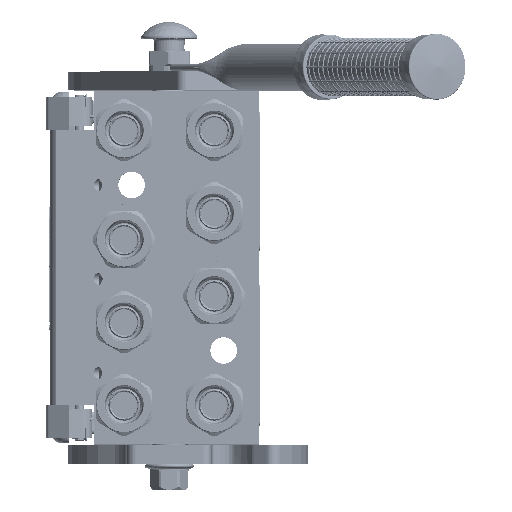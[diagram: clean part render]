
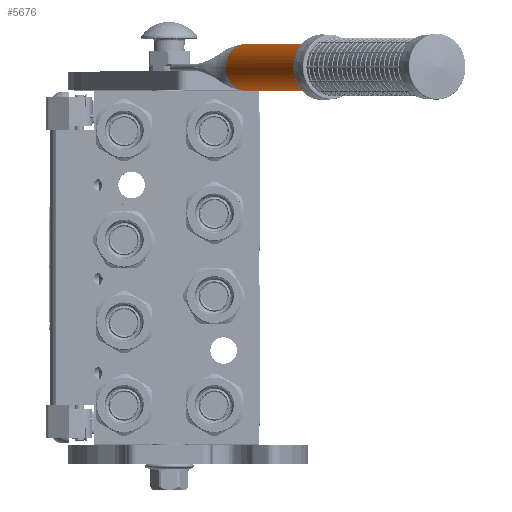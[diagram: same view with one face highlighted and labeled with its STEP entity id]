
A CAD part, top view. The second image highlights one B-rep face of the part: STEP entity #5676.
In plain terms, the highlighted cylindrical face has radius 12.5 mm (diameter 25 mm), a partial arc.
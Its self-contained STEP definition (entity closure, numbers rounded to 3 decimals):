
#2725 = DIRECTION ( 'NONE',  ( 0., 1., 0. ) ) ;
#4032 = DIRECTION ( 'NONE',  ( 0., 1., 0. ) ) ;
#5676 = ADVANCED_FACE ( 'NONE', ( #73537 ), #158081, .T. ) ;
#7240 = CARTESIAN_POINT ( 'NONE',  ( -12.5, 0.24, -0.108 ) ) ;
#8631 = CARTESIAN_POINT ( 'NONE',  ( 12.494, 0.221, -0.449 ) ) ;
#11534 = EDGE_CURVE ( 'NONE', #132133, #84673, #61480, .T. ) ;
#11591 = CARTESIAN_POINT ( 'NONE',  ( 12.464, 0.121, -0.953 ) ) ;
#18757 = CARTESIAN_POINT ( 'NONE',  ( -12.5, 0.24, 0. ) ) ;
#25330 = CARTESIAN_POINT ( 'NONE',  ( -12.488, 0.202, -0.541 ) ) ;
#27740 = CIRCLE ( 'NONE', #176293, 12.5 ) ;
#32668 = ORIENTED_EDGE ( 'NONE', *, *, #36051, .T. ) ;
#36051 = EDGE_CURVE ( 'NONE', #147004, #214285, #92656, .T. ) ;
#36718 = CARTESIAN_POINT ( 'NONE',  ( 0., 198., 0. ) ) ;
#39348 = AXIS2_PLACEMENT_3D ( 'NONE', #213776, #213027, #39666 ) ;
#39666 = DIRECTION ( 'NONE',  ( 0.994, 0., -0.109 ) ) ;
#42814 = CARTESIAN_POINT ( 'NONE',  ( -12.426, 0., -1.36 ) ) ;
#49094 = EDGE_CURVE ( 'NONE', #132133, #214285, #85305, .T. ) ;
#50630 = DIRECTION ( 'NONE',  ( 0., 1., 0. ) ) ;
#56381 = DIRECTION ( 'NONE',  ( 1., 0., 0. ) ) ;
#59498 = CARTESIAN_POINT ( 'NONE',  ( -12.492, 0.214, -0.452 ) ) ;
#60145 = CARTESIAN_POINT ( 'NONE',  ( 12.466, 0.13, -0.917 ) ) ;
#60211 = CARTESIAN_POINT ( 'NONE',  ( -12.499, 0.235, -0.221 ) ) ;
#60881 = CARTESIAN_POINT ( 'NONE',  ( 12.441, 0.049, -1.219 ) ) ;
#61480 = LINE ( 'NONE', #121348, #154037 ) ;
#71910 = EDGE_CURVE ( 'NONE', #78937, #135112, #106810, .T. ) ;
#73537 = FACE_OUTER_BOUND ( 'NONE', #204925, .T. ) ;
#76140 = CARTESIAN_POINT ( 'NONE',  ( -12.481, 0.178, -0.683 ) ) ;
#78937 = VERTEX_POINT ( 'NONE', #140184 ) ;
#80589 = CARTESIAN_POINT ( 'NONE',  ( 12.479, 0.172, -0.721 ) ) ;
#84316 = CARTESIAN_POINT ( 'NONE',  ( 12.5, 0.24, 0. ) ) ;
#84673 = VERTEX_POINT ( 'NONE', #92800 ) ;
#85305 = B_SPLINE_CURVE_WITH_KNOTS ( 'NONE', 3,
 ( #180404, #7240, #60211, #182615, #59498, #25330, #127988, #129502, #111192, #92949, #76140, #200159, #110457, #95930, #42814 ),
 .UNSPECIFIED., .F., .F.,
 ( 4, 2, 2, 1, 1, 1, 2, 2, 4 ),
 ( 0., 0.25, 0.375, 0.438, 0.469, 0.484, 0.492, 0.5, 1. ),
 .UNSPECIFIED. ) ;
#89075 = DIRECTION ( 'NONE',  ( 0., 1., 0. ) ) ;
#92656 = CIRCLE ( 'NONE', #39348, 12.5 ) ;
#92800 = CARTESIAN_POINT ( 'NONE',  ( -12.5, 198., 0. ) ) ;
#92949 = CARTESIAN_POINT ( 'NONE',  ( -12.482, 0.18, -0.676 ) ) ;
#94594 = EDGE_CURVE ( 'NONE', #121665, #84673, #27740, .T. ) ;
#95853 = CARTESIAN_POINT ( 'NONE',  ( 12.466, 0.127, -0.927 ) ) ;
#95930 = CARTESIAN_POINT ( 'NONE',  ( -12.456, 0.096, -1.087 ) ) ;
#96597 = CARTESIAN_POINT ( 'NONE',  ( 12.5, 0.24, 0. ) ) ;
#99380 = AXIS2_PLACEMENT_3D ( 'NONE', #104473, #2725, #156192 ) ;
#99667 = CARTESIAN_POINT ( 'NONE',  ( 0., 0., -12.5 ) ) ;
#104473 = CARTESIAN_POINT ( 'NONE',  ( 0., 0., 0. ) ) ;
#106810 = B_SPLINE_CURVE_WITH_KNOTS ( 'NONE', 3,
 ( #132391, #60881, #164354, #200085, #11591, #95853, #60145, #183271, #184763, #181806, #165094, #114103, #80589, #8631, #147611, #96597 ),
 .UNSPECIFIED., .F., .F.,
 ( 4, 2, 1, 2, 2, 1, 2, 2, 4 ),
 ( 0., 0.25, 0.313, 0.328, 0.344, 0.375, 0.438, 0.5, 1. ),
 .UNSPECIFIED. ) ;
#107266 = ORIENTED_EDGE ( 'NONE', *, *, #49094, .F. ) ;
#110457 = CARTESIAN_POINT ( 'NONE',  ( -12.472, 0.146, -0.859 ) ) ;
#111192 = CARTESIAN_POINT ( 'NONE',  ( -12.482, 0.182, -0.665 ) ) ;
#114103 = CARTESIAN_POINT ( 'NONE',  ( 12.478, 0.167, -0.748 ) ) ;
#115549 = CIRCLE ( 'NONE', #99380, 12.5 ) ;
#121348 = CARTESIAN_POINT ( 'NONE',  ( -12.5, 0.24, 0. ) ) ;
#121665 = VERTEX_POINT ( 'NONE', #153131 ) ;
#127988 = CARTESIAN_POINT ( 'NONE',  ( -12.486, 0.195, -0.586 ) ) ;
#129502 = CARTESIAN_POINT ( 'NONE',  ( -12.484, 0.186, -0.638 ) ) ;
#132133 = VERTEX_POINT ( 'NONE', #18757 ) ;
#132391 = CARTESIAN_POINT ( 'NONE',  ( 12.426, 0., -1.36 ) ) ;
#135112 = VERTEX_POINT ( 'NONE', #84316 ) ;
#137497 = CARTESIAN_POINT ( 'NONE',  ( 0., 0., 0. ) ) ;
#140184 = CARTESIAN_POINT ( 'NONE',  ( 12.426, 0., -1.36 ) ) ;
#142188 = AXIS2_PLACEMENT_3D ( 'NONE', #137497, #206684, #155730 ) ;
#144052 = ORIENTED_EDGE ( 'NONE', *, *, #94594, .F. ) ;
#147004 = VERTEX_POINT ( 'NONE', #99667 ) ;
#147611 = CARTESIAN_POINT ( 'NONE',  ( 12.5, 0.24, -0.216 ) ) ;
#148156 = ORIENTED_EDGE ( 'NONE', *, *, #214790, .T. ) ;
#148855 = LINE ( 'NONE', #177942, #151486 ) ;
#151486 = VECTOR ( 'NONE', #4032, 1000. ) ;
#153131 = CARTESIAN_POINT ( 'NONE',  ( 12.5, 198., 0. ) ) ;
#154037 = VECTOR ( 'NONE', #50630, 1000. ) ;
#155730 = DIRECTION ( 'NONE',  ( 1., 0., 0. ) ) ;
#156192 = DIRECTION ( 'NONE',  ( 0.994, 0., -0.109 ) ) ;
#158081 = CYLINDRICAL_SURFACE ( 'NONE', #142188, 12.5 ) ;
#164354 = CARTESIAN_POINT ( 'NONE',  ( 12.452, 0.083, -1.1 ) ) ;
#165094 = CARTESIAN_POINT ( 'NONE',  ( 12.474, 0.155, -0.804 ) ) ;
#176293 = AXIS2_PLACEMENT_3D ( 'NONE', #36718, #89075, #56381 ) ;
#177942 = CARTESIAN_POINT ( 'NONE',  ( 12.5, 0.24, 0. ) ) ;
#180330 = EDGE_CURVE ( 'NONE', #135112, #121665, #148855, .T. ) ;
#180404 = CARTESIAN_POINT ( 'NONE',  ( -12.5, 0.24, 0. ) ) ;
#181806 = CARTESIAN_POINT ( 'NONE',  ( 12.471, 0.146, -0.847 ) ) ;
#182615 = CARTESIAN_POINT ( 'NONE',  ( -12.494, 0.22, -0.394 ) ) ;
#183271 = CARTESIAN_POINT ( 'NONE',  ( 12.467, 0.131, -0.91 ) ) ;
#184668 = ORIENTED_EDGE ( 'NONE', *, *, #71910, .F. ) ;
#184763 = CARTESIAN_POINT ( 'NONE',  ( 12.468, 0.136, -0.889 ) ) ;
#194424 = CARTESIAN_POINT ( 'NONE',  ( -12.426, 0., -1.36 ) ) ;
#200085 = CARTESIAN_POINT ( 'NONE',  ( 12.461, 0.114, -0.981 ) ) ;
#200159 = CARTESIAN_POINT ( 'NONE',  ( -12.481, 0.178, -0.688 ) ) ;
#201871 = ORIENTED_EDGE ( 'NONE', *, *, #11534, .T. ) ;
#202334 = ORIENTED_EDGE ( 'NONE', *, *, #180330, .F. ) ;
#204925 = EDGE_LOOP ( 'NONE', ( #148156, #32668, #107266, #201871, #144052, #202334, #184668 ) ) ;
#206684 = DIRECTION ( 'NONE',  ( 0., -1., 0. ) ) ;
#213027 = DIRECTION ( 'NONE',  ( 0., 1., 0. ) ) ;
#213776 = CARTESIAN_POINT ( 'NONE',  ( 0., 0., 0. ) ) ;
#214285 = VERTEX_POINT ( 'NONE', #194424 ) ;
#214790 = EDGE_CURVE ( 'NONE', #78937, #147004, #115549, .T. ) ;
